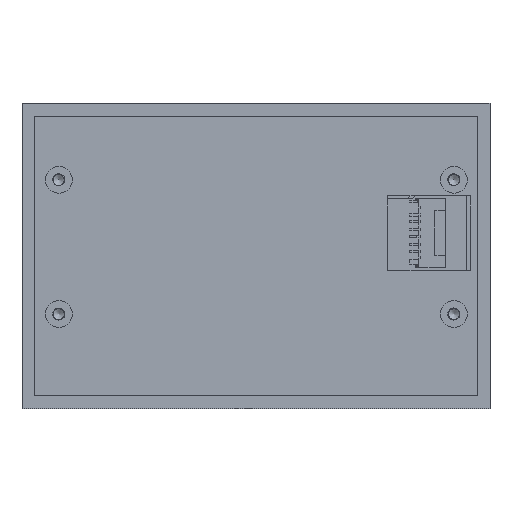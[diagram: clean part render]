
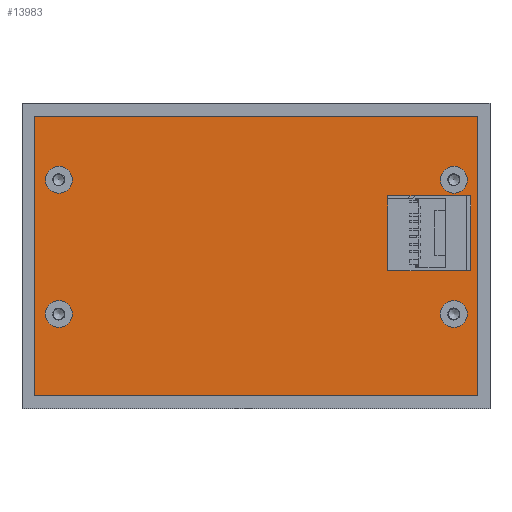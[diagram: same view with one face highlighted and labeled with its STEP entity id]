
A CAD part, front view. The second image highlights one B-rep face of the part: STEP entity #13983.
In plain terms, the highlighted planar face has unit normal (0, -1, 0).
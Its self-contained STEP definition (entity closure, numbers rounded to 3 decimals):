
#198=CIRCLE('',#15036,3.9);
#199=CIRCLE('',#15037,3.9);
#205=CIRCLE('',#15047,3.9);
#206=CIRCLE('',#15048,3.9);
#212=CIRCLE('',#15058,3.9);
#213=CIRCLE('',#15059,3.9);
#219=CIRCLE('',#15069,3.9);
#220=CIRCLE('',#15070,3.9);
#406=FACE_BOUND('',#1302,.T.);
#407=FACE_BOUND('',#1303,.T.);
#408=FACE_BOUND('',#1304,.T.);
#409=FACE_BOUND('',#1305,.T.);
#410=FACE_BOUND('',#1306,.T.);
#528=FACE_OUTER_BOUND('',#1301,.T.);
#1301=EDGE_LOOP('',(#9157,#9158,#9159,#9160));
#1302=EDGE_LOOP('',(#9161,#9162));
#1303=EDGE_LOOP('',(#9163,#9164));
#1304=EDGE_LOOP('',(#9165,#9166));
#1305=EDGE_LOOP('',(#9167,#9168));
#1306=EDGE_LOOP('',(#9169,#9170,#9171,#9172));
#2164=LINE('',#20018,#3934);
#2168=LINE('',#20026,#3938);
#2171=LINE('',#20032,#3941);
#2174=LINE('',#20037,#3944);
#2178=LINE('',#20047,#3948);
#2181=LINE('',#20053,#3951);
#2184=LINE('',#20059,#3954);
#2187=LINE('',#20063,#3957);
#3934=VECTOR('',#16270,10.);
#3938=VECTOR('',#16276,10.);
#3941=VECTOR('',#16281,10.);
#3944=VECTOR('',#16286,10.);
#3948=VECTOR('',#16294,10.);
#3951=VECTOR('',#16299,10.);
#3954=VECTOR('',#16304,10.);
#3957=VECTOR('',#16309,10.);
#5660=VERTEX_POINT('',#19942);
#5661=VERTEX_POINT('',#19943);
#5668=VERTEX_POINT('',#19964);
#5669=VERTEX_POINT('',#19965);
#5676=VERTEX_POINT('',#19986);
#5677=VERTEX_POINT('',#19987);
#5684=VERTEX_POINT('',#20008);
#5685=VERTEX_POINT('',#20009);
#5686=VERTEX_POINT('',#20016);
#5687=VERTEX_POINT('',#20017);
#5690=VERTEX_POINT('',#20025);
#5692=VERTEX_POINT('',#20031);
#5696=VERTEX_POINT('',#20044);
#5697=VERTEX_POINT('',#20046);
#5699=VERTEX_POINT('',#20052);
#5701=VERTEX_POINT('',#20058);
#6976=EDGE_CURVE('',#5660,#5661,#198,.T.);
#6977=EDGE_CURVE('',#5661,#5660,#199,.T.);
#6986=EDGE_CURVE('',#5668,#5669,#205,.T.);
#6987=EDGE_CURVE('',#5669,#5668,#206,.T.);
#6996=EDGE_CURVE('',#5676,#5677,#212,.T.);
#6997=EDGE_CURVE('',#5677,#5676,#213,.T.);
#7006=EDGE_CURVE('',#5684,#5685,#219,.T.);
#7007=EDGE_CURVE('',#5685,#5684,#220,.T.);
#7010=EDGE_CURVE('',#5686,#5687,#2164,.T.);
#7014=EDGE_CURVE('',#5690,#5686,#2168,.T.);
#7017=EDGE_CURVE('',#5692,#5690,#2171,.T.);
#7020=EDGE_CURVE('',#5687,#5692,#2174,.T.);
#7024=EDGE_CURVE('',#5697,#5696,#2178,.T.);
#7027=EDGE_CURVE('',#5699,#5697,#2181,.T.);
#7030=EDGE_CURVE('',#5701,#5699,#2184,.T.);
#7033=EDGE_CURVE('',#5696,#5701,#2187,.T.);
#9157=ORIENTED_EDGE('',*,*,#7033,.T.);
#9158=ORIENTED_EDGE('',*,*,#7030,.T.);
#9159=ORIENTED_EDGE('',*,*,#7027,.T.);
#9160=ORIENTED_EDGE('',*,*,#7024,.T.);
#9161=ORIENTED_EDGE('',*,*,#6976,.T.);
#9162=ORIENTED_EDGE('',*,*,#6977,.T.);
#9163=ORIENTED_EDGE('',*,*,#6986,.T.);
#9164=ORIENTED_EDGE('',*,*,#6987,.T.);
#9165=ORIENTED_EDGE('',*,*,#6996,.T.);
#9166=ORIENTED_EDGE('',*,*,#6997,.T.);
#9167=ORIENTED_EDGE('',*,*,#7006,.T.);
#9168=ORIENTED_EDGE('',*,*,#7007,.T.);
#9169=ORIENTED_EDGE('',*,*,#7010,.T.);
#9170=ORIENTED_EDGE('',*,*,#7020,.T.);
#9171=ORIENTED_EDGE('',*,*,#7017,.T.);
#9172=ORIENTED_EDGE('',*,*,#7014,.T.);
#12848=PLANE('',#15081);
#13983=ADVANCED_FACE('',(#528,#406,#407,#408,#409,#410),#12848,.T.);
#15036=AXIS2_PLACEMENT_3D('',#19944,#16185,#16186);
#15037=AXIS2_PLACEMENT_3D('',#19945,#16187,#16188);
#15047=AXIS2_PLACEMENT_3D('',#19966,#16210,#16211);
#15048=AXIS2_PLACEMENT_3D('',#19967,#16212,#16213);
#15058=AXIS2_PLACEMENT_3D('',#19988,#16235,#16236);
#15059=AXIS2_PLACEMENT_3D('',#19989,#16237,#16238);
#15069=AXIS2_PLACEMENT_3D('',#20010,#16260,#16261);
#15070=AXIS2_PLACEMENT_3D('',#20011,#16262,#16263);
#15081=AXIS2_PLACEMENT_3D('',#20064,#16310,#16311);
#16185=DIRECTION('center_axis',(0.,1.,0.));
#16186=DIRECTION('ref_axis',(1.,0.,0.));
#16187=DIRECTION('center_axis',(0.,1.,0.));
#16188=DIRECTION('ref_axis',(1.,0.,0.));
#16210=DIRECTION('center_axis',(0.,1.,0.));
#16211=DIRECTION('ref_axis',(1.,0.,0.));
#16212=DIRECTION('center_axis',(0.,1.,0.));
#16213=DIRECTION('ref_axis',(1.,0.,0.));
#16235=DIRECTION('center_axis',(0.,1.,0.));
#16236=DIRECTION('ref_axis',(1.,0.,0.));
#16237=DIRECTION('center_axis',(0.,1.,0.));
#16238=DIRECTION('ref_axis',(1.,0.,0.));
#16260=DIRECTION('center_axis',(0.,1.,0.));
#16261=DIRECTION('ref_axis',(1.,0.,0.));
#16262=DIRECTION('center_axis',(0.,1.,0.));
#16263=DIRECTION('ref_axis',(1.,0.,0.));
#16270=DIRECTION('',(0.,0.,-1.));
#16276=DIRECTION('',(1.,0.,0.));
#16281=DIRECTION('',(0.,0.,1.));
#16286=DIRECTION('',(-1.,0.,0.));
#16294=DIRECTION('',(0.,0.,-1.));
#16299=DIRECTION('',(-1.,0.,0.));
#16304=DIRECTION('',(0.,0.,1.));
#16309=DIRECTION('',(1.,0.,0.));
#16310=DIRECTION('center_axis',(0.,-1.,0.));
#16311=DIRECTION('ref_axis',(0.,0.,-1.));
#19942=CARTESIAN_POINT('',(14.6,-20.,-22.15));
#19943=CARTESIAN_POINT('',(6.8,-20.,-22.15));
#19944=CARTESIAN_POINT('Origin',(10.7,-20.,-22.15));
#19945=CARTESIAN_POINT('Origin',(10.7,-20.,-22.15));
#19964=CARTESIAN_POINT('',(129.3,-20.,-61.15));
#19965=CARTESIAN_POINT('',(121.5,-20.,-61.15));
#19966=CARTESIAN_POINT('Origin',(125.4,-20.,-61.15));
#19967=CARTESIAN_POINT('Origin',(125.4,-20.,-61.15));
#19986=CARTESIAN_POINT('',(129.3,-20.,-22.15));
#19987=CARTESIAN_POINT('',(121.5,-20.,-22.15));
#19988=CARTESIAN_POINT('Origin',(125.4,-20.,-22.15));
#19989=CARTESIAN_POINT('Origin',(125.4,-20.,-22.15));
#20008=CARTESIAN_POINT('',(14.6,-20.,-61.15));
#20009=CARTESIAN_POINT('',(6.8,-20.,-61.15));
#20010=CARTESIAN_POINT('Origin',(10.7,-20.,-61.15));
#20011=CARTESIAN_POINT('Origin',(10.7,-20.,-61.15));
#20016=CARTESIAN_POINT('',(130.3,-20.,-26.85));
#20017=CARTESIAN_POINT('',(130.3,-20.,-48.55));
#20018=CARTESIAN_POINT('',(130.3,-20.,-35.6));
#20025=CARTESIAN_POINT('',(106.2,-20.,-26.85));
#20026=CARTESIAN_POINT('',(87.075,-20.,-26.85));
#20031=CARTESIAN_POINT('',(106.2,-20.,-48.55));
#20032=CARTESIAN_POINT('',(106.2,-20.,-46.45));
#20037=CARTESIAN_POINT('',(99.125,-20.,-48.55));
#20044=CARTESIAN_POINT('',(3.6,-20.,-84.95));
#20046=CARTESIAN_POINT('',(3.6,-20.,-3.75));
#20047=CARTESIAN_POINT('',(3.6,-20.,-84.95));
#20052=CARTESIAN_POINT('',(132.3,-20.,-3.75));
#20053=CARTESIAN_POINT('',(3.6,-20.,-3.75));
#20058=CARTESIAN_POINT('',(132.3,-20.,-84.95));
#20059=CARTESIAN_POINT('',(132.3,-20.,-3.75));
#20063=CARTESIAN_POINT('',(132.3,-20.,-84.95));
#20064=CARTESIAN_POINT('Origin',(67.95,-20.,-44.35));
